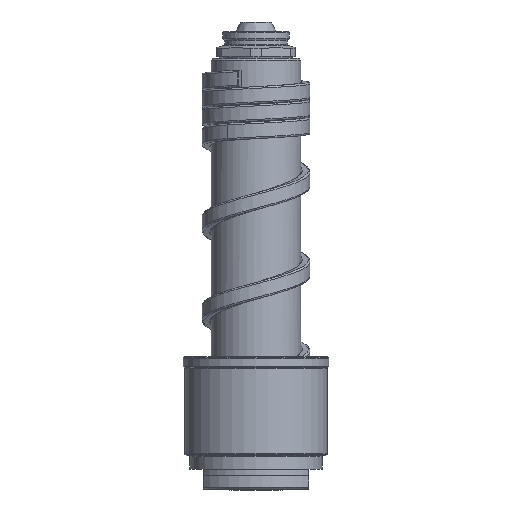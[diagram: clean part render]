
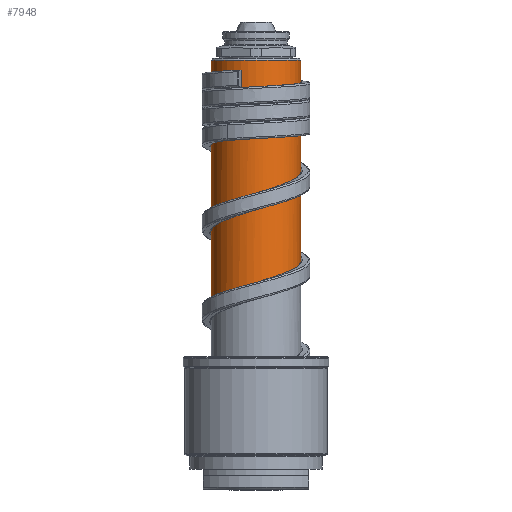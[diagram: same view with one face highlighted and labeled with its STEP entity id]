
A CAD part, front view. The second image highlights one B-rep face of the part: STEP entity #7948.
In plain terms, the highlighted cylindrical face has radius 13.5 mm (diameter 27 mm), a partial arc.
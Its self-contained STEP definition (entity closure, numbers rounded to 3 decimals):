
#601=CARTESIAN_POINT('',(-13.5,0.,55.139));
#618=CARTESIAN_POINT('',(13.5,0.,68.639));
#955=CARTESIAN_POINT('',(-13.5,0.,55.139));
#956=CARTESIAN_POINT('',(-13.5,-0.884,
55.421));
#957=CARTESIAN_POINT('',(-13.326,-2.651,55.983));
#958=CARTESIAN_POINT('',(-12.553,-5.2,56.827));
#959=CARTESIAN_POINT('',(-11.297,-7.549,57.671));
#960=CARTESIAN_POINT('',(-9.607,-9.607,58.514));
#961=CARTESIAN_POINT('',(-7.549,-11.297,59.358));
#962=CARTESIAN_POINT('',(-5.2,-12.553,60.202));
#963=CARTESIAN_POINT('',(-2.651,-13.326,61.046));
#964=CARTESIAN_POINT('',(0.,-13.587,
61.889));
#965=CARTESIAN_POINT('',(2.651,-13.326,62.733));
#966=CARTESIAN_POINT('',(5.2,-12.553,63.577));
#967=CARTESIAN_POINT('',(7.549,-11.297,64.421));
#968=CARTESIAN_POINT('',(9.607,-9.607,65.264));
#969=CARTESIAN_POINT('',(11.297,-7.549,66.108));
#970=CARTESIAN_POINT('',(12.553,-5.2,66.952));
#971=CARTESIAN_POINT('',(13.326,-2.651,67.796));
#972=CARTESIAN_POINT('',(13.5,-0.884,68.358));
#973=CARTESIAN_POINT('',(13.5,0.,68.639));
#975=DIRECTION('',(0.,0.,-1.));
#976=VECTOR('',#975,74.361);
#977=CARTESIAN_POINT('',(-13.5,0.,
129.5));
#978=LINE('',#977,#976);
#979=DIRECTION('',(0.,0.,-1.));
#980=VECTOR('',#979,60.861);
#981=CARTESIAN_POINT('',(13.5,0.,
129.5));
#982=LINE('',#981,#980);
#2615=CARTESIAN_POINT('',(0.,0.,129.5));
#2616=DIRECTION('',(0.,0.,-1.));
#2617=DIRECTION('',(1.,0.,0.));
#2618=AXIS2_PLACEMENT_3D('',#2615,#2616,#2617);
#6179=CARTESIAN_POINT('',(13.5,0.,129.5));
#6180=CARTESIAN_POINT('',(-13.5,0.,129.5));
#6181=VERTEX_POINT('',#6179);
#6182=VERTEX_POINT('',#6180);
#6752=VERTEX_POINT('',#601);
#6753=VERTEX_POINT('',#618);
#7935=CARTESIAN_POINT('',(0.,0.,-6.5));
#7936=DIRECTION('',(0.,0.,1.));
#7937=DIRECTION('',(-1.,0.,0.));
#7938=AXIS2_PLACEMENT_3D('',#7935,#7936,#7937);
#7939=CYLINDRICAL_SURFACE('',#7938,13.5);
#7941=ORIENTED_EDGE('',*,*,#7940,.F.);
#7942=ORIENTED_EDGE('',*,*,#7832,.F.);
#7944=ORIENTED_EDGE('',*,*,#7943,.F.);
#7945=ORIENTED_EDGE('',*,*,#7828,.T.);
#7946=EDGE_LOOP('',(#7941,#7942,#7944,#7945));
#7947=FACE_OUTER_BOUND('',#7946,.F.);
#974=B_SPLINE_CURVE_WITH_KNOTS('',3,(#955,#956,#957,#958,#959,#960,#961,#962,
#963,#964,#965,#966,#967,#968,#969,#970,#971,#972,#973),.UNSPECIFIED.,.F.,.F.,
(4,1,1,1,1,1,1,1,1,1,1,1,1,1,1,1,4),(0.,0.063,0.125,0.188,0.25,
0.313,0.375,0.438,0.5,0.563,0.625,0.688,0.75,0.813,
0.875,0.938,1.),.UNSPECIFIED.);
#2619=CIRCLE('',#2618,13.5);
#7828=EDGE_CURVE('',#6181,#6753,#982,.T.);
#7832=EDGE_CURVE('',#6182,#6752,#978,.T.);
#7940=EDGE_CURVE('',#6752,#6753,#974,.T.);
#7943=EDGE_CURVE('',#6181,#6182,#2619,.T.);
#7948=ADVANCED_FACE('',(#7947),#7939,.T.);
